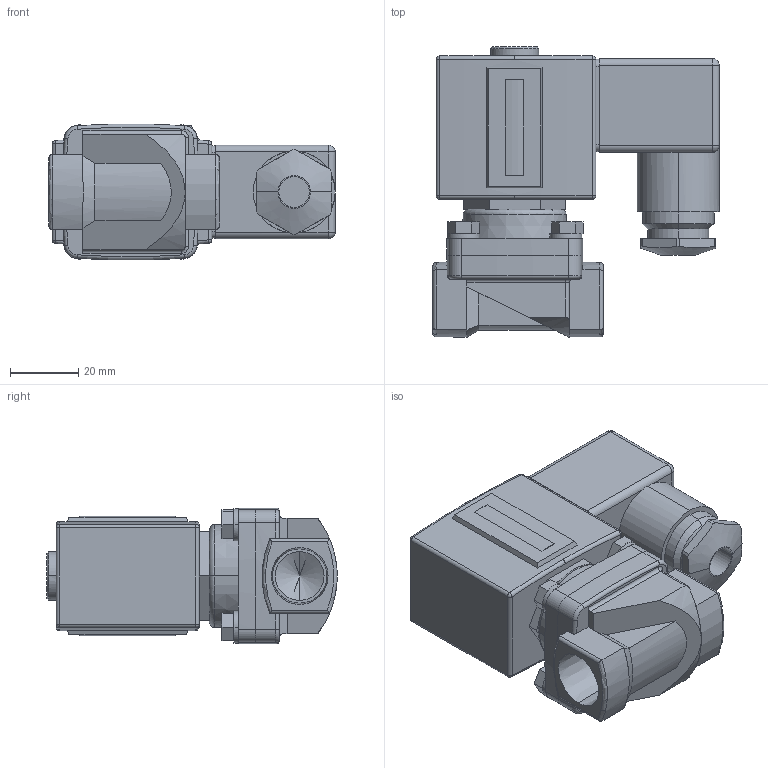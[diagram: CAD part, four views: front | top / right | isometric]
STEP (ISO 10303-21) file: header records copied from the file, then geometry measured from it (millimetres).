
FILE_DESCRIPTION (( 'STEP AP214' ), '1' );
FILE_NAME ('VXH2230-03-4DZ.STEP', '2018-05-22T07:17:14', ( 'SONIC' ), ( 'UNITCOM PC' ), 'SwSTEP 2.0', 'SolidWorks 2015', '' );
FILE_SCHEMA (( 'AUTOMOTIVE_DESIGN' ));
Length unit declared in the file: millimetre
Products named in the file (4): VXH2230-03-4DZ_DIN; VXH2230-03-4DZ_Coil Base; VXH2230-03-4DZ_Body; VXH2230-03-4DZ
Assembly tree (3 placements, depth 2):
  VXH2230-03-4DZ
    VXH2230-03-4DZ_Body
    VXH2230-03-4DZ_Coil Base
    VXH2230-03-4DZ_DIN
Bounding box: 84 x 85.2 x 39.9 mm (x, y, z)
Volume: 141845.6 mm3; surface area: 32383.8 mm2
Topology: 3 solids, 3 shells, 283 faces, 683 edges, 409 vertices
Faces by surface type: plane 137, cylinder 91, torus 24, cone 19, sphere 12
Entity records: 8429 total; most frequent: CARTESIAN_POINT 1681, DIRECTION 1455, ORIENTED_EDGE 1334, EDGE_CURVE 667, AXIS2_PLACEMENT_3D 550, VERTEX_POINT 409, VECTOR 355, LINE 355
